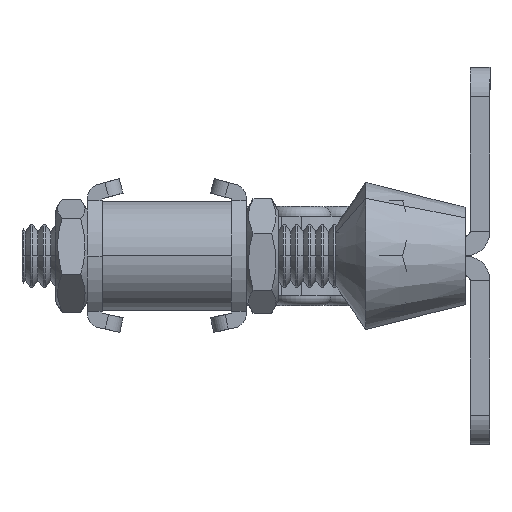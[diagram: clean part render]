
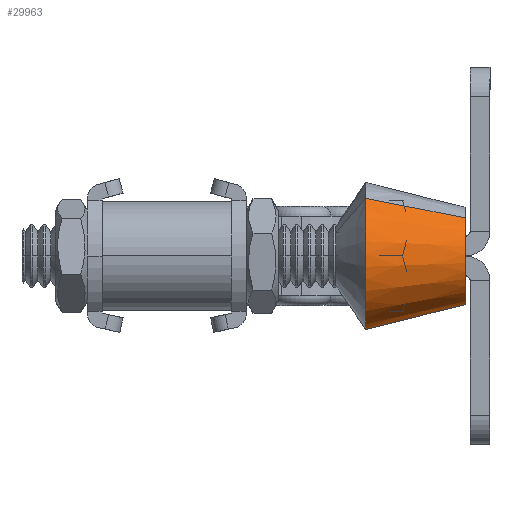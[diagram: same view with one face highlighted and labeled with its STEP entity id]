
A CAD part, left-side view. The second image highlights one B-rep face of the part: STEP entity #29963.
In plain terms, the highlighted conical face has half-angle 14.036 degrees and reference radius 4.9 mm.
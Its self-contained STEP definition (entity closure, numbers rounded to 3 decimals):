
#2613 = CONICAL_SURFACE ( 'NONE', #28008, 4.9, 0.245 ) ;
#2618 = FACE_OUTER_BOUND ( 'NONE', #25373, .T. ) ;
#2803 = VECTOR ( 'NONE', #19668, 1000. ) ;
#2808 = LINE ( 'NONE', #19698, #2803 ) ;
#3316 = VECTOR ( 'NONE', #20097, 1000. ) ;
#3319 = LINE ( 'NONE', #20098, #3316 ) ;
#3321 = CIRCLE ( 'NONE', #29251, 4.9 ) ;
#3326 = CIRCLE ( 'NONE', #29249, 7.4 ) ;
#5922 = CARTESIAN_POINT ( 'NONE',  ( 0., 0., 0. ) ) ;
#5924 = DIRECTION ( 'NONE',  ( 0., 1., 0. ) ) ;
#5929 = DIRECTION ( 'NONE',  ( 0., 0., 1. ) ) ;
#12794 = CARTESIAN_POINT ( 'NONE',  ( 0., 0., -4.9 ) ) ;
#12894 = CARTESIAN_POINT ( 'NONE',  ( 0., 10., 7.4 ) ) ;
#13331 = CARTESIAN_POINT ( 'NONE',  ( 0., 0., 4.9 ) ) ;
#13709 = CARTESIAN_POINT ( 'NONE',  ( 0., 10., -7.4 ) ) ;
#15305 = EDGE_CURVE ( 'NONE', #25921, #26555, #3326, .T. ) ;
#15312 = EDGE_CURVE ( 'NONE', #26676, #26230, #3321, .T. ) ;
#15314 = EDGE_CURVE ( 'NONE', #26230, #26555, #3319, .T. ) ;
#15615 = EDGE_CURVE ( 'NONE', #26676, #25921, #2808, .T. ) ;
#18286 = ORIENTED_EDGE ( 'NONE', *, *, #15305, .F. ) ;
#18287 = ORIENTED_EDGE ( 'NONE', *, *, #15314, .T. ) ;
#18288 = ORIENTED_EDGE ( 'NONE', *, *, #15312, .T. ) ;
#18289 = ORIENTED_EDGE ( 'NONE', *, *, #15615, .F. ) ;
#19668 = DIRECTION ( 'NONE',  ( 0., 0.97, -0.243 ) ) ;
#19698 = CARTESIAN_POINT ( 'NONE',  ( 0., 0., -4.9 ) ) ;
#20094 = DIRECTION ( 'NONE',  ( 0., 0., 1. ) ) ;
#20095 = DIRECTION ( 'NONE',  ( 0., 1., 0. ) ) ;
#20096 = CARTESIAN_POINT ( 'NONE',  ( 0., 0., 0. ) ) ;
#20097 = DIRECTION ( 'NONE',  ( 0., 0.97, 0.243 ) ) ;
#20098 = CARTESIAN_POINT ( 'NONE',  ( 0., 0., 4.9 ) ) ;
#20103 = DIRECTION ( 'NONE',  ( 0., 0., 1. ) ) ;
#20104 = DIRECTION ( 'NONE',  ( 0., 1., 0. ) ) ;
#20105 = CARTESIAN_POINT ( 'NONE',  ( 0., 10., 0. ) ) ;
#25373 = EDGE_LOOP ( 'NONE', ( #18289, #18288, #18287, #18286 ) ) ;
#25921 = VERTEX_POINT ( 'NONE', #13709 ) ;
#26230 = VERTEX_POINT ( 'NONE', #13331 ) ;
#26555 = VERTEX_POINT ( 'NONE', #12894 ) ;
#26676 = VERTEX_POINT ( 'NONE', #12794 ) ;
#28008 = AXIS2_PLACEMENT_3D ( 'NONE', #5922, #5924, #5929 ) ;
#29249 = AXIS2_PLACEMENT_3D ( 'NONE', #20105, #20104, #20103 ) ;
#29251 = AXIS2_PLACEMENT_3D ( 'NONE', #20096, #20095, #20094 ) ;
#29963 = ADVANCED_FACE ( 'NONE', ( #2618 ), #2613, .T. ) ;
